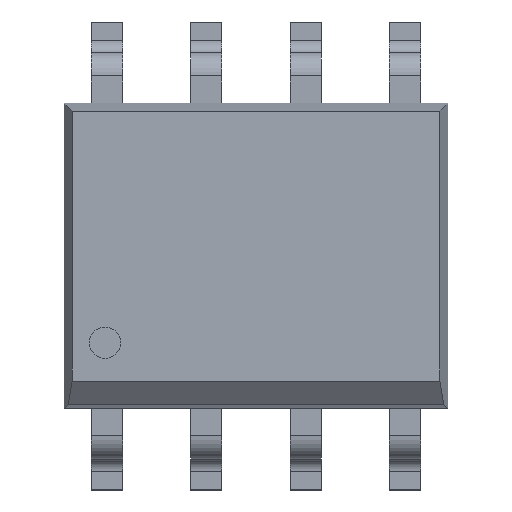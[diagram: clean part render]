
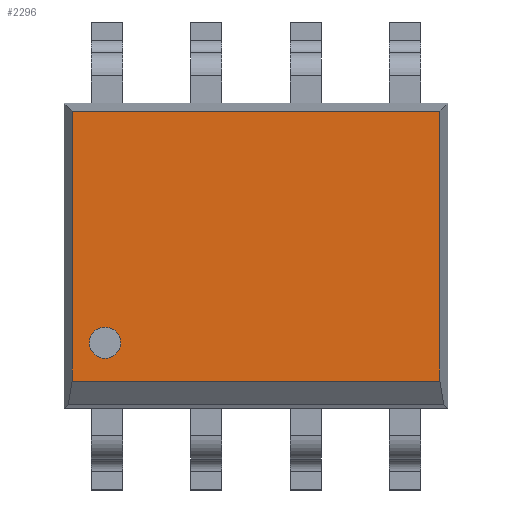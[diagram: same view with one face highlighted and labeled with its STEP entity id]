
A CAD part, top view. The second image highlights one B-rep face of the part: STEP entity #2296.
In plain terms, the highlighted planar face has unit normal (0, 0, 1).
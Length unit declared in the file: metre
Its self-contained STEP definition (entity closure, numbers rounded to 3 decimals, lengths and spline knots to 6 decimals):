
#135=CIRCLE('',#2613,0.0002);
#729=ORIENTED_EDGE('',*,*,#1079,.T.);
#730=ORIENTED_EDGE('',*,*,#1080,.T.);
#731=ORIENTED_EDGE('',*,*,#1081,.T.);
#732=ORIENTED_EDGE('',*,*,#1082,.T.);
#733=ORIENTED_EDGE('',*,*,#1083,.T.);
#1079=EDGE_CURVE('',#1300,#1300,#135,.F.);
#1080=EDGE_CURVE('',#1301,#1302,#1548,.T.);
#1081=EDGE_CURVE('',#1302,#1303,#1549,.T.);
#1082=EDGE_CURVE('',#1303,#1304,#1550,.T.);
#1083=EDGE_CURVE('',#1304,#1301,#1551,.T.);
#1300=VERTEX_POINT('',#3917);
#1301=VERTEX_POINT('',#3919);
#1302=VERTEX_POINT('',#3920);
#1303=VERTEX_POINT('',#3922);
#1304=VERTEX_POINT('',#3924);
#1548=LINE('',#3918,#1803);
#1549=LINE('',#3921,#1804);
#1550=LINE('',#3923,#1805);
#1551=LINE('',#3925,#1806);
#1803=VECTOR('',#3245,1.);
#1804=VECTOR('',#3246,1.);
#1805=VECTOR('',#3247,1.);
#1806=VECTOR('',#3248,1.);
#1938=EDGE_LOOP('',(#729));
#1939=EDGE_LOOP('',(#730,#731,#732,#733));
#2069=FACE_BOUND('',#1938,.T.);
#2070=FACE_BOUND('',#1939,.T.);
#2168=PLANE('',#2612);
#2296=ADVANCED_FACE('',(#2069,#2070),#2168,.T.);
#2612=AXIS2_PLACEMENT_3D('',#3915,#3241,#3242);
#2613=AXIS2_PLACEMENT_3D('',#3916,#3243,#3244);
#3241=DIRECTION('',(0.,0.,1.));
#3242=DIRECTION('',(1.,0.,0.));
#3243=DIRECTION('',(0.,0.,1.));
#3244=DIRECTION('',(1.,0.,0.));
#3245=DIRECTION('',(0.,-1.,0.));
#3246=DIRECTION('',(1.,0.,0.));
#3247=DIRECTION('',(0.,1.,0.));
#3248=DIRECTION('',(-1.,0.,0.));
#3915=CARTESIAN_POINT('',(0.,0.,0.00135));
#3916=CARTESIAN_POINT('',(-0.00193,-0.00111,0.00135));
#3917=CARTESIAN_POINT('',(-0.00173,-0.00111,0.00135));
#3918=CARTESIAN_POINT('',(-0.00235,-0.00195,0.00135));
#3919=CARTESIAN_POINT('',(-0.00235,0.00185,0.00135));
#3920=CARTESIAN_POINT('',(-0.00235,-0.0016,0.00135));
#3921=CARTESIAN_POINT('',(0.,-0.0016,0.00135));
#3922=CARTESIAN_POINT('',(0.00235,-0.0016,0.00135));
#3923=CARTESIAN_POINT('',(0.00235,0.,0.00135));
#3924=CARTESIAN_POINT('',(0.00235,0.00185,0.00135));
#3925=CARTESIAN_POINT('',(0.,0.00185,0.00135));
